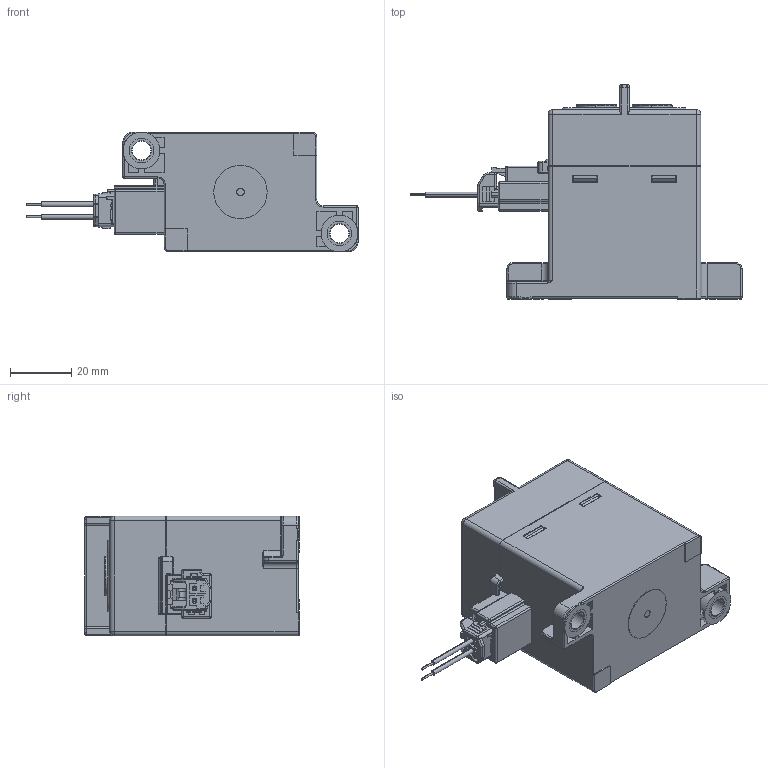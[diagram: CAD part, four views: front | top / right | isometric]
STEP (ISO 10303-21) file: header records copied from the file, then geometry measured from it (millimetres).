
FILE_DESCRIPTION(/* description */ (''),/* implementation_level */ '2;1');
FILE_NAME(/* name */ 'HCF150、200-12HC1.stp',/* time_stamp */ '2022-05-13T14:09:31+08:00',/* author */ (''),/* organization */ (''),/* preprocessor_version */ 'ST-DEVELOPER v16.7',/* originating_system */ 'SIEMENS PLM Software NX 12.0',/* authorisation */ '');
FILE_SCHEMA (('AUTOMOTIVE_DESIGN { 1 0 10303 214 3 1 1 1 }'));
Length unit declared in the file: millimetre
Products named in the file (1): HCF150、200-12HC1
Bounding box: 108.2 x 70 x 39 mm (x, y, z)
Volume: 125053.8 mm3; surface area: 26178.6 mm2
Topology: 4 solids, 6 shells, 936 faces, 2486 edges, 1537 vertices
Faces by surface type: plane 563, cylinder 259, torus 51, sphere 30, cone 18, bspline 15
Full cylindrical faces by diameter (mm): 5 x2
Entity records: 29283 total; most frequent: CARTESIAN_POINT 5882, ORIENTED_EDGE 4866, DIRECTION 4728, EDGE_CURVE 2433, LINE 1782, VECTOR 1782, VERTEX_POINT 1531, AXIS2_PLACEMENT_3D 1473
